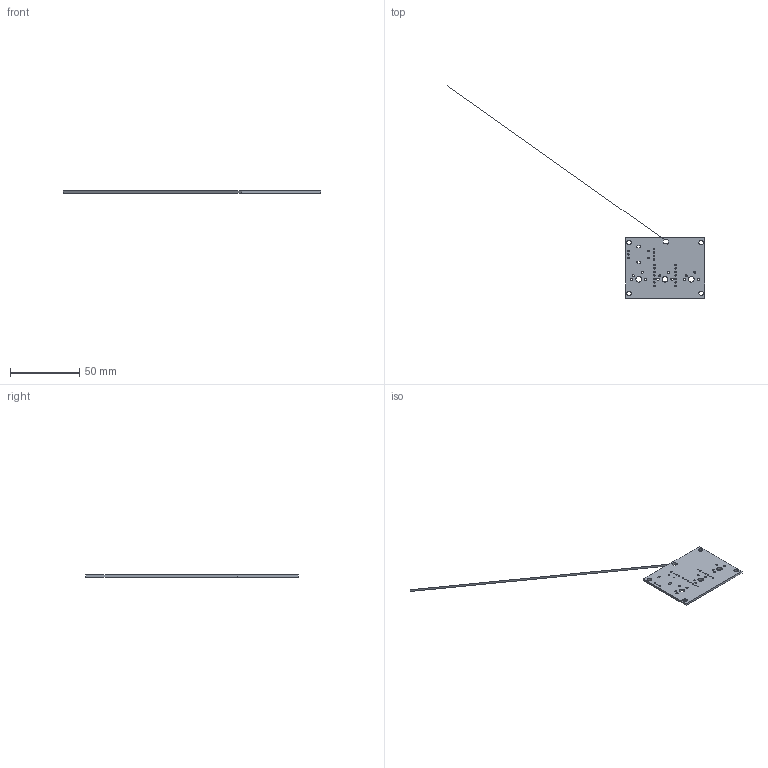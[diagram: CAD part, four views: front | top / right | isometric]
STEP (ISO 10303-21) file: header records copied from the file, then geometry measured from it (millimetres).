
FILE_DESCRIPTION(('KiCad electronic assembly'),'2;1');
FILE_NAME('HackpadPractice.step','2026-02-10T21:55:25',('Pcbnew'),( 'Kicad'),'Open CASCADE STEP processor 7.9','KiCad to STEP converter' ,'Unknown');
FILE_SCHEMA(('AUTOMOTIVE_DESIGN { 1 0 10303 214 1 1 1 1 }'));
Length unit declared in the file: millimetre
Products named in the file (2): HackpadPractice 1; HackpadPractice_PCB
Assembly tree (1 placements, depth 2):
  HackpadPractice 1
    HackpadPractice_PCB
Bounding box: 185.54 x 152.96 x 1.51 mm (x, y, z)
Volume: 3548.7 mm3; surface area: 5651.1 mm2
Topology: 1 solids, 2 shells, 81 faces, 238 edges, 160 vertices
Faces by surface type: cylinder 46, plane 35
Full cylindrical faces by diameter (mm): 1 x23, 1.5 x6, 1.7 x6, 3.2 x4, 4 x3
Entity records: 2956 total; most frequent: DIRECTION 496, CARTESIAN_POINT 481, ORIENTED_EDGE 472, EDGE_CURVE 238, AXIS2_PLACEMENT_3D 175, FACE_BOUND 171, EDGE_LOOP 171, VERTEX_POINT 160
